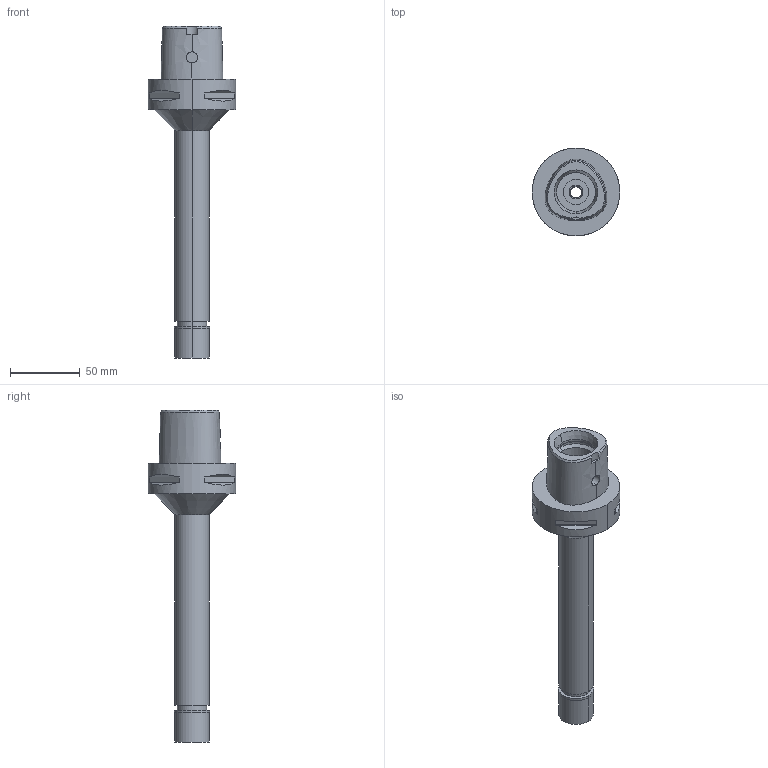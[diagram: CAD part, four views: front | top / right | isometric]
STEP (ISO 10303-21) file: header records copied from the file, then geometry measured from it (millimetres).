
FILE_DESCRIPTION((''),'2;1');
FILE_NAME('C6-MEGA8N-200-080_ASM','2018-12-20T',('ykawabe'),(''),'CREO PARAMETRIC BY PTC INC, 2016380','CREO PARAMETRIC BY PTC INC, 2016380','');
FILE_SCHEMA(('AUTOMOTIVE_DESIGN { 1 0 10303 214 1 1 1 1 }'));
Length unit declared in the file: millimetre
Products named in the file (5): C6-MEGA8N-200_1; NBC8-8_1; MGN8_1; DXF_TEMP_ASSY_ASM_4_ASM; C6-MEGA8N-200-080_ASM
Assembly tree (4 placements, depth 3):
  C6-MEGA8N-200-080_ASM
    DXF_TEMP_ASSY_ASM_4_ASM
      C6-MEGA8N-200_1
      NBC8-8_1
      MGN8_1
Bounding box: 63 x 63 x 238 mm (x, y, z)
Volume: 179555.8 mm3; surface area: 42684 mm2
Topology: 3 solids, 3 shells, 113 faces, 244 edges, 155 vertices
Faces by surface type: cylinder 47, plane 44, cone 16, bspline 4, torus 2
Entity records: 5664 total; most frequent: CARTESIAN_POINT 1572, DIRECTION 608, ORIENTED_EDGE 488, AXIS2_PLACEMENT_3D 258, PRESENTATION_STYLE_ASSIGNMENT 252, STYLED_ITEM 252, CURVE_STYLE 249, EDGE_CURVE 244
